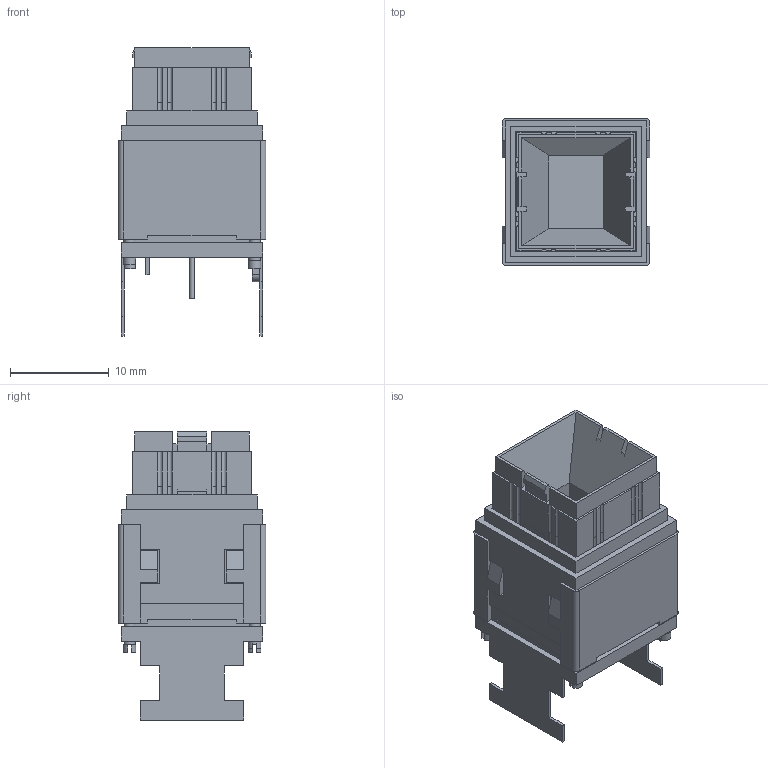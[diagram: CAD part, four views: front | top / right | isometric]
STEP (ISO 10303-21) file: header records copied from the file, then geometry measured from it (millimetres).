
FILE_DESCRIPTION( ( 'Unknown' ), '1' );
FILE_NAME( '465RG11172501.stp', 'Unknown', ( 'Unknown' ), ( 'Unknown' ), 'PSStep 14.0', 'Unknown', ' ' );
FILE_SCHEMA( ( 'AUTOMOTIVE_DESIGN { 1 0 10303 214 1 1 1 1 }' ) );
Length unit declared in the file: millimetre
Products named in the file (4): Assem1; Base_Frame; Cover; Actuator
Bounding box: 15 x 15 x 29.25 mm (x, y, z)
Volume: 2923.9 mm3; surface area: 7529.4 mm2
Topology: 6 solids, 6 shells, 652 faces, 1780 edges, 1164 vertices
Faces by surface type: plane 550, cylinder 94, bspline 8
Full cylindrical faces by diameter (mm): 0.5 x6, 1.2 x8, 1.5 x4
Entity records: 12799 total; most frequent: CARTESIAN_POINT 1889, ORIENTED_EDGE 1750, DIRECTION 1633, EDGE_CURVE 875, LINE 737, VECTOR 737, VERTEX_POINT 576, AXIS2_PLACEMENT_3D 448
